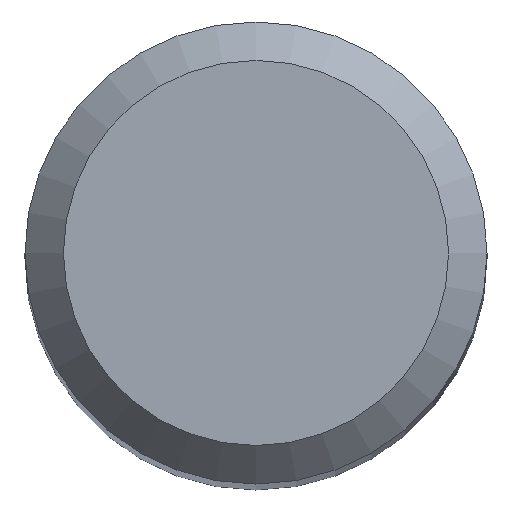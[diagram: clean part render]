
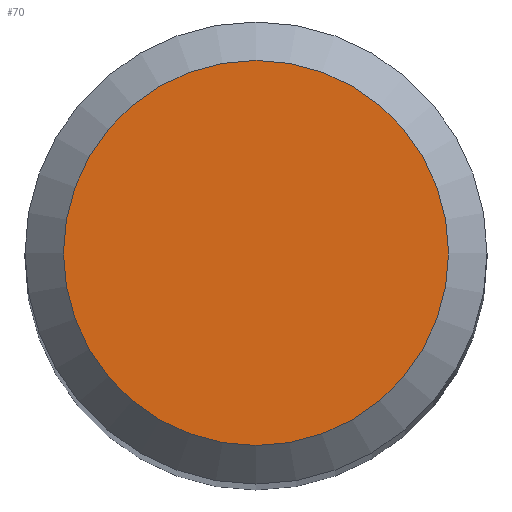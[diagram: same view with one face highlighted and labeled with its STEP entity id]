
A CAD part, top view. The second image highlights one B-rep face of the part: STEP entity #70.
In plain terms, the highlighted planar face has unit normal (0, 0, 1).
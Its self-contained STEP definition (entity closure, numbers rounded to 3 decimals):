
#23=FACE_OUTER_BOUND('',#28,.T.);
#28=EDGE_LOOP('',(#48));
#33=CIRCLE('',#90,2.5);
#37=VERTEX_POINT('',#123);
#41=EDGE_CURVE('',#37,#37,#33,.T.);
#48=ORIENTED_EDGE('',*,*,#41,.T.);
#62=PLANE('',#89);
#70=ADVANCED_FACE('',(#23),#62,.T.);
#89=AXIS2_PLACEMENT_3D('',#122,#100,#101);
#90=AXIS2_PLACEMENT_3D('',#124,#102,#103);
#100=DIRECTION('center_axis',(0.,0.,1.));
#101=DIRECTION('ref_axis',(1.,0.,0.));
#102=DIRECTION('center_axis',(0.,0.,1.));
#103=DIRECTION('ref_axis',(1.,0.,0.));
#122=CARTESIAN_POINT('Origin',(0.,0.,45.));
#123=CARTESIAN_POINT('',(-2.5,0.,45.));
#124=CARTESIAN_POINT('Origin',(0.,0.,
45.));
